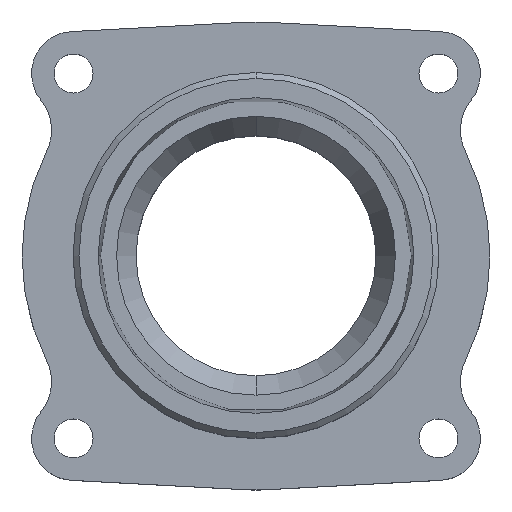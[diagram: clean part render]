
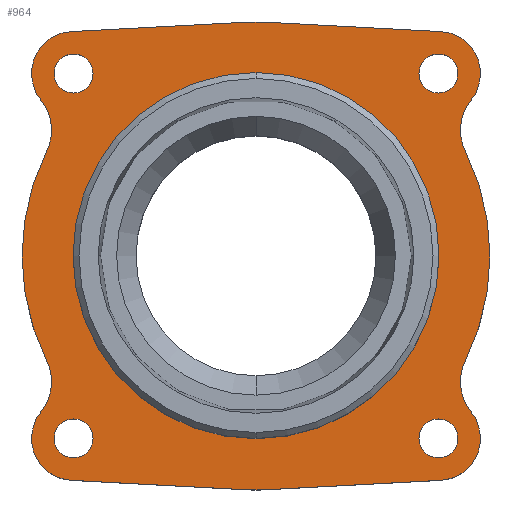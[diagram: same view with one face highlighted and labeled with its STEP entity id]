
A CAD part, top view. The second image highlights one B-rep face of the part: STEP entity #964.
In plain terms, the highlighted planar face has unit normal (0, 0, 1).
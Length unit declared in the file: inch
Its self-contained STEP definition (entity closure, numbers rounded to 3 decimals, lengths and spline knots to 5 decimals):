
#1=CARTESIAN_POINT('',(-1.90035,1.90035,0.65625));
#2=DIRECTION('',(0.,0.,1.));
#3=DIRECTION('',(-0.054,0.999,0.));
#4=AXIS2_PLACEMENT_3D('',#1,#2,#3);
#6=DIRECTION('',(-0.999,-0.054,0.));
#7=VECTOR('',#6,1.79518);
#8=CARTESIAN_POINT('',(-0.13136,2.43396,0.65625));
#9=LINE('',#8,#7);
#10=CARTESIAN_POINT('',(0.,0.,0.65625));
#11=DIRECTION('',(0.,0.,1.));
#12=DIRECTION('',(0.054,0.999,0.));
#13=AXIS2_PLACEMENT_3D('',#10,#11,#12);
#15=DIRECTION('',(-0.999,0.054,0.));
#16=VECTOR('',#15,1.79518);
#17=CARTESIAN_POINT('',(1.92393,2.33721,0.65625));
#18=LINE('',#17,#16);
#19=CARTESIAN_POINT('',(1.90035,1.90035,0.65625));
#20=DIRECTION('',(0.,0.,1.));
#21=DIRECTION('',(0.777,-0.629,0.));
#22=AXIS2_PLACEMENT_3D('',#19,#20,#21);
#24=CARTESIAN_POINT('',(2.629,1.31045,0.65625));
#25=DIRECTION('',(0.,0.,-1.));
#26=DIRECTION('',(-0.895,-0.446,0.));
#27=AXIS2_PLACEMENT_3D('',#24,#25,#26);
#29=CARTESIAN_POINT('',(0.,0.,0.65625));
#30=DIRECTION('',(0.,0.,1.));
#31=DIRECTION('',(0.895,-0.446,0.));
#32=AXIS2_PLACEMENT_3D('',#29,#30,#31);
#34=CARTESIAN_POINT('',(2.629,-1.31045,0.65625));
#35=DIRECTION('',(0.,0.,-1.));
#36=DIRECTION('',(-0.777,-0.629,0.));
#37=AXIS2_PLACEMENT_3D('',#34,#35,#36);
#39=CARTESIAN_POINT('',(1.90035,-1.90035,0.65625));
#40=DIRECTION('',(0.,0.,1.));
#41=DIRECTION('',(0.054,-0.999,0.));
#42=AXIS2_PLACEMENT_3D('',#39,#40,#41);
#44=DIRECTION('',(0.999,0.054,0.));
#45=VECTOR('',#44,1.79518);
#46=CARTESIAN_POINT('',(0.13136,-2.43396,0.65625));
#47=LINE('',#46,#45);
#48=CARTESIAN_POINT('',(0.,0.,0.65625));
#49=DIRECTION('',(0.,0.,1.));
#50=DIRECTION('',(-0.054,-0.999,0.));
#51=AXIS2_PLACEMENT_3D('',#48,#49,#50);
#53=DIRECTION('',(0.999,-0.054,0.));
#54=VECTOR('',#53,1.79518);
#55=CARTESIAN_POINT('',(-1.92393,-2.33721,0.65625));
#56=LINE('',#55,#54);
#57=CARTESIAN_POINT('',(-1.90035,-1.90035,0.65625));
#58=DIRECTION('',(0.,0.,1.));
#59=DIRECTION('',(-0.777,0.629,0.));
#60=AXIS2_PLACEMENT_3D('',#57,#58,#59);
#62=CARTESIAN_POINT('',(-2.629,-1.31045,0.65625));
#63=DIRECTION('',(0.,0.,-1.));
#64=DIRECTION('',(0.895,0.446,0.));
#65=AXIS2_PLACEMENT_3D('',#62,#63,#64);
#67=CARTESIAN_POINT('',(0.,0.,0.65625));
#68=DIRECTION('',(0.,0.,1.));
#69=DIRECTION('',(-0.895,0.446,0.));
#70=AXIS2_PLACEMENT_3D('',#67,#68,#69);
#72=CARTESIAN_POINT('',(-2.629,1.31045,0.65625));
#73=DIRECTION('',(0.,0.,-1.));
#74=DIRECTION('',(0.777,0.629,0.));
#75=AXIS2_PLACEMENT_3D('',#72,#73,#74);
#77=CARTESIAN_POINT('',(0.,0.,0.65625));
#78=DIRECTION('',(0.,0.,1.));
#79=DIRECTION('',(0.,1.,0.));
#80=AXIS2_PLACEMENT_3D('',#77,#78,#79);
#82=CARTESIAN_POINT('',(0.,0.,0.65625));
#83=DIRECTION('',(0.,0.,1.));
#84=DIRECTION('',(0.,-1.,0.));
#85=AXIS2_PLACEMENT_3D('',#82,#83,#84);
#87=CARTESIAN_POINT('',(-1.90035,1.90035,0.65625));
#88=DIRECTION('',(0.,0.,1.));
#89=DIRECTION('',(1.,0.,0.));
#90=AXIS2_PLACEMENT_3D('',#87,#88,#89);
#92=CARTESIAN_POINT('',(-1.90035,1.90035,0.65625));
#93=DIRECTION('',(0.,0.,1.));
#94=DIRECTION('',(-1.,0.,0.));
#95=AXIS2_PLACEMENT_3D('',#92,#93,#94);
#97=CARTESIAN_POINT('',(1.90035,1.90035,0.65625));
#98=DIRECTION('',(0.,0.,1.));
#99=DIRECTION('',(0.,-1.,0.));
#100=AXIS2_PLACEMENT_3D('',#97,#98,#99);
#102=CARTESIAN_POINT('',(1.90035,1.90035,0.65625));
#103=DIRECTION('',(0.,0.,1.));
#104=DIRECTION('',(0.,1.,0.));
#105=AXIS2_PLACEMENT_3D('',#102,#103,#104);
#107=CARTESIAN_POINT('',(1.90035,-1.90035,0.65625));
#108=DIRECTION('',(0.,0.,1.));
#109=DIRECTION('',(-1.,0.,0.));
#110=AXIS2_PLACEMENT_3D('',#107,#108,#109);
#112=CARTESIAN_POINT('',(1.90035,-1.90035,0.65625));
#113=DIRECTION('',(0.,0.,1.));
#114=DIRECTION('',(1.,0.,0.));
#115=AXIS2_PLACEMENT_3D('',#112,#113,#114);
#117=CARTESIAN_POINT('',(-1.90035,-1.90035,0.65625));
#118=DIRECTION('',(0.,0.,1.));
#119=DIRECTION('',(0.,1.,0.));
#120=AXIS2_PLACEMENT_3D('',#117,#118,#119);
#122=CARTESIAN_POINT('',(-1.90035,-1.90035,0.65625));
#123=DIRECTION('',(0.,0.,1.));
#124=DIRECTION('',(0.,-1.,0.));
#125=AXIS2_PLACEMENT_3D('',#122,#123,#124);
#711=CARTESIAN_POINT('',(-1.92393,2.33721,0.65625));
#712=CARTESIAN_POINT('',(-2.24038,1.62506,0.65625));
#713=VERTEX_POINT('',#711);
#714=VERTEX_POINT('',#712);
#715=CARTESIAN_POINT('',(-2.18151,1.0874,0.65625));
#716=VERTEX_POINT('',#715);
#717=CARTESIAN_POINT('',(-2.18151,-1.0874,0.65625));
#718=VERTEX_POINT('',#717);
#719=CARTESIAN_POINT('',(-2.24038,-1.62506,0.65625));
#720=VERTEX_POINT('',#719);
#721=CARTESIAN_POINT('',(-1.92393,-2.33721,0.65625));
#722=VERTEX_POINT('',#721);
#723=CARTESIAN_POINT('',(-0.13136,-2.43396,0.65625));
#724=VERTEX_POINT('',#723);
#725=CARTESIAN_POINT('',(0.13136,-2.43396,0.65625));
#726=VERTEX_POINT('',#725);
#727=CARTESIAN_POINT('',(1.92393,-2.33721,0.65625));
#728=VERTEX_POINT('',#727);
#729=CARTESIAN_POINT('',(2.24038,-1.62506,0.65625));
#730=VERTEX_POINT('',#729);
#731=CARTESIAN_POINT('',(2.18151,-1.0874,0.65625));
#732=VERTEX_POINT('',#731);
#733=CARTESIAN_POINT('',(2.18151,1.0874,0.65625));
#734=VERTEX_POINT('',#733);
#735=CARTESIAN_POINT('',(2.24038,1.62506,0.65625));
#736=VERTEX_POINT('',#735);
#737=CARTESIAN_POINT('',(1.92393,2.33721,0.65625));
#738=VERTEX_POINT('',#737);
#739=CARTESIAN_POINT('',(0.13136,2.43396,0.65625));
#740=VERTEX_POINT('',#739);
#741=CARTESIAN_POINT('',(-0.13136,2.43396,0.65625));
#742=VERTEX_POINT('',#741);
#743=CARTESIAN_POINT('',(0.,1.875,0.65625));
#744=CARTESIAN_POINT('',(0.,-1.875,0.65625));
#745=VERTEX_POINT('',#743);
#746=VERTEX_POINT('',#744);
#835=CARTESIAN_POINT('',(-1.69735,1.90035,0.65625));
#836=CARTESIAN_POINT('',(-2.10335,1.90035,0.65625));
#837=VERTEX_POINT('',#835);
#838=VERTEX_POINT('',#836);
#843=CARTESIAN_POINT('',(1.90035,1.69735,0.65625));
#844=CARTESIAN_POINT('',(1.90035,2.10335,0.65625));
#845=VERTEX_POINT('',#843);
#846=VERTEX_POINT('',#844);
#851=CARTESIAN_POINT('',(1.69735,-1.90035,0.65625));
#852=CARTESIAN_POINT('',(2.10335,-1.90035,0.65625));
#853=VERTEX_POINT('',#851);
#854=VERTEX_POINT('',#852);
#859=CARTESIAN_POINT('',(-1.90035,-1.69735,0.65625));
#860=CARTESIAN_POINT('',(-1.90035,-2.10335,0.65625));
#861=VERTEX_POINT('',#859);
#862=VERTEX_POINT('',#860);
#895=CARTESIAN_POINT('',(0.,0.,0.65625));
#896=DIRECTION('',(0.,0.,1.));
#897=DIRECTION('',(0.,1.,0.));
#898=AXIS2_PLACEMENT_3D('',#895,#896,#897);
#899=PLANE('',#898);
#901=ORIENTED_EDGE('',*,*,#900,.F.);
#903=ORIENTED_EDGE('',*,*,#902,.F.);
#905=ORIENTED_EDGE('',*,*,#904,.F.);
#907=ORIENTED_EDGE('',*,*,#906,.F.);
#909=ORIENTED_EDGE('',*,*,#908,.F.);
#911=ORIENTED_EDGE('',*,*,#910,.F.);
#913=ORIENTED_EDGE('',*,*,#912,.F.);
#915=ORIENTED_EDGE('',*,*,#914,.F.);
#917=ORIENTED_EDGE('',*,*,#916,.F.);
#919=ORIENTED_EDGE('',*,*,#918,.F.);
#921=ORIENTED_EDGE('',*,*,#920,.F.);
#923=ORIENTED_EDGE('',*,*,#922,.F.);
#925=ORIENTED_EDGE('',*,*,#924,.F.);
#927=ORIENTED_EDGE('',*,*,#926,.F.);
#929=ORIENTED_EDGE('',*,*,#928,.F.);
#931=ORIENTED_EDGE('',*,*,#930,.F.);
#932=EDGE_LOOP('',(#901,#903,#905,#907,#909,#911,#913,#915,#917,#919,#921,#923,
#925,#927,#929,#931));
#933=FACE_OUTER_BOUND('',#932,.F.);
#935=ORIENTED_EDGE('',*,*,#934,.T.);
#937=ORIENTED_EDGE('',*,*,#936,.T.);
#938=EDGE_LOOP('',(#935,#937));
#939=FACE_BOUND('',#938,.F.);
#941=ORIENTED_EDGE('',*,*,#940,.T.);
#943=ORIENTED_EDGE('',*,*,#942,.T.);
#944=EDGE_LOOP('',(#941,#943));
#945=FACE_BOUND('',#944,.F.);
#947=ORIENTED_EDGE('',*,*,#946,.T.);
#949=ORIENTED_EDGE('',*,*,#948,.T.);
#950=EDGE_LOOP('',(#947,#949));
#951=FACE_BOUND('',#950,.F.);
#953=ORIENTED_EDGE('',*,*,#952,.T.);
#955=ORIENTED_EDGE('',*,*,#954,.T.);
#956=EDGE_LOOP('',(#953,#955));
#957=FACE_BOUND('',#956,.F.);
#959=ORIENTED_EDGE('',*,*,#958,.T.);
#961=ORIENTED_EDGE('',*,*,#960,.T.);
#962=EDGE_LOOP('',(#959,#961));
#963=FACE_BOUND('',#962,.F.);
#5=CIRCLE('',#4,0.4375);
#14=CIRCLE('',#13,2.4375);
#23=CIRCLE('',#22,0.4375);
#28=CIRCLE('',#27,0.5);
#33=CIRCLE('',#32,2.4375);
#38=CIRCLE('',#37,0.5);
#43=CIRCLE('',#42,0.4375);
#52=CIRCLE('',#51,2.4375);
#61=CIRCLE('',#60,0.4375);
#66=CIRCLE('',#65,0.5);
#71=CIRCLE('',#70,2.4375);
#76=CIRCLE('',#75,0.5);
#81=CIRCLE('',#80,1.875);
#86=CIRCLE('',#85,1.875);
#91=CIRCLE('',#90,0.203);
#96=CIRCLE('',#95,0.203);
#101=CIRCLE('',#100,0.203);
#106=CIRCLE('',#105,0.203);
#111=CIRCLE('',#110,0.203);
#116=CIRCLE('',#115,0.203);
#121=CIRCLE('',#120,0.203);
#126=CIRCLE('',#125,0.203);
#900=EDGE_CURVE('',#713,#714,#5,.T.);
#902=EDGE_CURVE('',#742,#713,#9,.T.);
#904=EDGE_CURVE('',#740,#742,#14,.T.);
#906=EDGE_CURVE('',#738,#740,#18,.T.);
#908=EDGE_CURVE('',#736,#738,#23,.T.);
#910=EDGE_CURVE('',#734,#736,#28,.T.);
#912=EDGE_CURVE('',#732,#734,#33,.T.);
#914=EDGE_CURVE('',#730,#732,#38,.T.);
#916=EDGE_CURVE('',#728,#730,#43,.T.);
#918=EDGE_CURVE('',#726,#728,#47,.T.);
#920=EDGE_CURVE('',#724,#726,#52,.T.);
#922=EDGE_CURVE('',#722,#724,#56,.T.);
#924=EDGE_CURVE('',#720,#722,#61,.T.);
#926=EDGE_CURVE('',#718,#720,#66,.T.);
#928=EDGE_CURVE('',#716,#718,#71,.T.);
#930=EDGE_CURVE('',#714,#716,#76,.T.);
#934=EDGE_CURVE('',#745,#746,#81,.T.);
#936=EDGE_CURVE('',#746,#745,#86,.T.);
#940=EDGE_CURVE('',#837,#838,#91,.T.);
#942=EDGE_CURVE('',#838,#837,#96,.T.);
#946=EDGE_CURVE('',#845,#846,#101,.T.);
#948=EDGE_CURVE('',#846,#845,#106,.T.);
#952=EDGE_CURVE('',#853,#854,#111,.T.);
#954=EDGE_CURVE('',#854,#853,#116,.T.);
#958=EDGE_CURVE('',#861,#862,#121,.T.);
#960=EDGE_CURVE('',#862,#861,#126,.T.);
#964=ADVANCED_FACE('',(#933,#939,#945,#951,#957,#963),#899,.T.);
